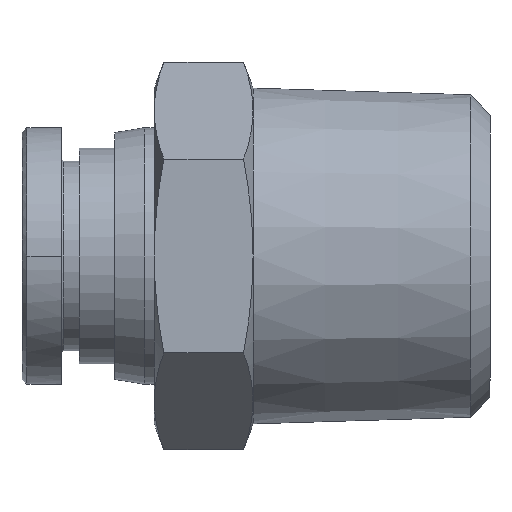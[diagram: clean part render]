
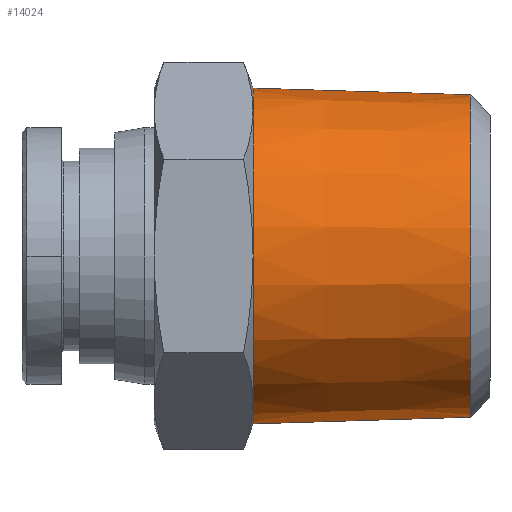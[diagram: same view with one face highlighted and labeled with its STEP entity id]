
A CAD part, left-side view. The second image highlights one B-rep face of the part: STEP entity #14024.
In plain terms, the highlighted conical face has half-angle 1.754 degrees and reference radius 8.316 mm.
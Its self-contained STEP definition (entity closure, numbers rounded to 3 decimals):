
#301=CARTESIAN_POINT('',(8.5,-4.5,0.));
#302=VERTEX_POINT('',#301);
#311=CARTESIAN_POINT('',(7.361,-4.5,-4.25));
#312=VERTEX_POINT('',#311);
#313=CARTESIAN_POINT('',(0.0,-4.5,0.));
#314=DIRECTION('',(0.0,1.0,0.0));
#315=DIRECTION('',(-1.0,0.0,0.0));
#316=AXIS2_PLACEMENT_3D('',#313,#314,#315);
#317=CIRCLE('',#316,8.5);
#318=EDGE_CURVE('',#302,#312,#317,.T.);
#343=CARTESIAN_POINT('',(-8.5,-4.5,0.));
#344=VERTEX_POINT('',#343);
#351=CARTESIAN_POINT('',(-7.361,-4.5,-4.25));
#352=VERTEX_POINT('',#351);
#366=CARTESIAN_POINT('',(0.0,-4.5,0.));
#367=DIRECTION('',(0.0,1.0,0.0));
#368=DIRECTION('',(-1.0,0.0,0.0));
#369=AXIS2_PLACEMENT_3D('',#366,#367,#368);
#370=CIRCLE('',#369,8.5);
#371=EDGE_CURVE('',#352,#344,#370,.T.);
#432=CARTESIAN_POINT('',(-8.163,-15.5,0.));
#433=VERTEX_POINT('',#432);
#434=CARTESIAN_POINT('',(-8.163,-15.5,0.));
#435=DIRECTION('',(-0.031,1.,0.));
#436=VECTOR('',#435,11.006);
#437=LINE('',#434,#436);
#438=EDGE_CURVE('',#433,#344,#437,.T.);
#440=CARTESIAN_POINT('',(8.163,-15.5,0.));
#441=VERTEX_POINT('',#440);
#449=CARTESIAN_POINT('',(8.5,-4.5,0.));
#450=DIRECTION('',(-0.031,-1.,0.));
#451=VECTOR('',#450,11.006);
#452=LINE('',#449,#451);
#453=EDGE_CURVE('',#302,#441,#452,.T.);
#520=CARTESIAN_POINT('',(0.0,-15.5,0.));
#521=DIRECTION('',(0.0,-1.0,0.0));
#522=DIRECTION('',(1.0,0.0,0.0));
#523=AXIS2_PLACEMENT_3D('',#520,#521,#522);
#524=CIRCLE('',#523,8.163);
#525=EDGE_CURVE('',#433,#441,#524,.T.);
#13996=CARTESIAN_POINT('',(0.0,-10.5,0.));
#13997=DIRECTION('',(0.0,1.0,0.0));
#13998=DIRECTION('',(-1.0,0.0,0.0));
#13999=AXIS2_PLACEMENT_3D('',#13996,#13997,#13998);
#14000=CONICAL_SURFACE('',#13999,8.316,1.754);
#14001=ORIENTED_EDGE('',*,*,#438,.T.);
#14002=ORIENTED_EDGE('',*,*,#371,.F.);
#14003=CARTESIAN_POINT('',(0.0,-4.5,-8.5));
#14004=VERTEX_POINT('',#14003);
#14005=CARTESIAN_POINT('',(0.0,-4.5,0.));
#14006=DIRECTION('',(0.0,1.0,0.0));
#14007=DIRECTION('',(-1.0,0.0,0.0));
#14008=AXIS2_PLACEMENT_3D('',#14005,#14006,#14007);
#14009=CIRCLE('',#14008,8.5);
#14010=EDGE_CURVE('',#14004,#352,#14009,.T.);
#14011=ORIENTED_EDGE('',*,*,#14010,.F.);
#14012=CARTESIAN_POINT('',(0.0,-4.5,0.));
#14013=DIRECTION('',(0.0,1.0,0.0));
#14014=DIRECTION('',(-1.0,0.0,0.0));
#14015=AXIS2_PLACEMENT_3D('',#14012,#14013,#14014);
#14016=CIRCLE('',#14015,8.5);
#14017=EDGE_CURVE('',#312,#14004,#14016,.T.);
#14018=ORIENTED_EDGE('',*,*,#14017,.F.);
#14019=ORIENTED_EDGE('',*,*,#318,.F.);
#14020=ORIENTED_EDGE('',*,*,#453,.T.);
#14021=ORIENTED_EDGE('',*,*,#525,.F.);
#14022=EDGE_LOOP('',(#14001,#14002,#14011,#14018,#14019,#14020,#14021));
#14023=FACE_OUTER_BOUND('',#14022,.T.);
#14024=ADVANCED_FACE('',(#14023),#14000,.T.);
